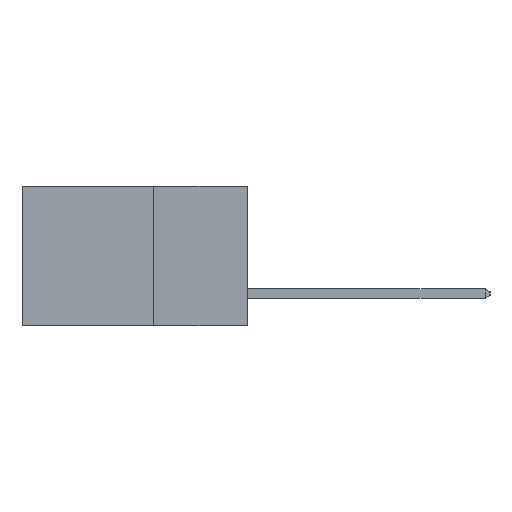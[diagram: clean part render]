
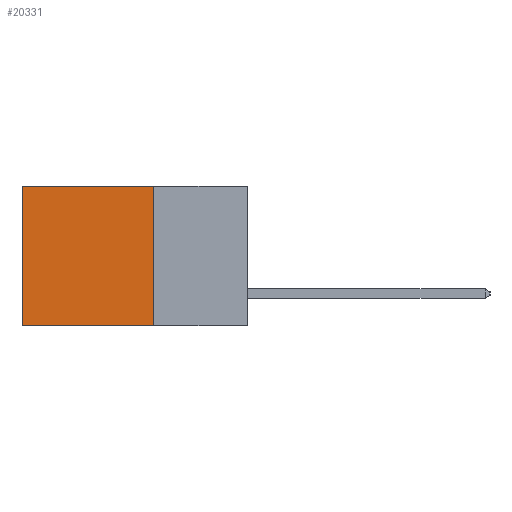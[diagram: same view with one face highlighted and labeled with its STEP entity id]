
A CAD part, left-side view. The second image highlights one B-rep face of the part: STEP entity #20331.
In plain terms, the highlighted planar face has unit normal (-1, 0, 0).
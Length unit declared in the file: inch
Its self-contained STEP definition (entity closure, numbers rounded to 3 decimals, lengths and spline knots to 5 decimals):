
#905 = AXIS2_PLACEMENT_3D ( 'NONE', #6171, #18628, #8012 ) ;
#988 = ORIENTED_EDGE ( 'NONE', *, *, #7088, .T. ) ;
#1719 = FACE_OUTER_BOUND ( 'NONE', #22905, .T. ) ;
#3001 = VECTOR ( 'NONE', #14615, 39.37008 ) ;
#4396 = VERTEX_POINT ( 'NONE', #7330 ) ;
#4727 = DIRECTION ( 'NONE',  ( 0., 0., -1. ) ) ;
#5990 = ORIENTED_EDGE ( 'NONE', *, *, #12635, .T. ) ;
#6171 = CARTESIAN_POINT ( 'NONE',  ( 0.2615, 0.25, -0.37 ) ) ;
#6502 = VECTOR ( 'NONE', #17276, 39.37008 ) ;
#7088 = EDGE_CURVE ( 'NONE', #10567, #22151, #11344, .T. ) ;
#7330 = CARTESIAN_POINT ( 'NONE',  ( 0.2615, 0.6, -0.37 ) ) ;
#8012 = DIRECTION ( 'NONE',  ( 0., 0., -1. ) ) ;
#8443 = LINE ( 'NONE', #14590, #3001 ) ;
#10567 = VERTEX_POINT ( 'NONE', #12858 ) ;
#11344 = LINE ( 'NONE', #13697, #6502 ) ;
#12413 = EDGE_CURVE ( 'NONE', #12548, #4396, #17120, .T. ) ;
#12548 = VERTEX_POINT ( 'NONE', #15640 ) ;
#12635 = EDGE_CURVE ( 'NONE', #22151, #4396, #8443, .T. ) ;
#12858 = CARTESIAN_POINT ( 'NONE',  ( 0.2615, 0.25, 0. ) ) ;
#13261 = CARTESIAN_POINT ( 'NONE',  ( 0.2615, 0.6, 0. ) ) ;
#13429 = LINE ( 'NONE', #15555, #17516 ) ;
#13593 = ORIENTED_EDGE ( 'NONE', *, *, #20453, .F. ) ;
#13697 = CARTESIAN_POINT ( 'NONE',  ( 0.2615, 0.25, 0. ) ) ;
#14590 = CARTESIAN_POINT ( 'NONE',  ( 0.2615, 0.6, -0.37 ) ) ;
#14615 = DIRECTION ( 'NONE',  ( 0., 0., -1. ) ) ;
#15176 = PLANE ( 'NONE',  #905 ) ;
#15555 = CARTESIAN_POINT ( 'NONE',  ( 0.2615, 0.25, -0.37 ) ) ;
#15640 = CARTESIAN_POINT ( 'NONE',  ( 0.2615, 0.25, -0.37 ) ) ;
#16334 = ORIENTED_EDGE ( 'NONE', *, *, #12413, .F. ) ;
#16571 = VECTOR ( 'NONE', #17436, 39.37008 ) ;
#17120 = LINE ( 'NONE', #17334, #16571 ) ;
#17276 = DIRECTION ( 'NONE',  ( 0., 1., 0. ) ) ;
#17334 = CARTESIAN_POINT ( 'NONE',  ( 0.2615, 0.25, -0.37 ) ) ;
#17436 = DIRECTION ( 'NONE',  ( 0., 1., 0. ) ) ;
#17516 = VECTOR ( 'NONE', #4727, 39.37008 ) ;
#18628 = DIRECTION ( 'NONE',  ( 1., 0., 0. ) ) ;
#20331 = ADVANCED_FACE ( 'NONE', ( #1719 ), #15176, .F. ) ;
#20453 = EDGE_CURVE ( 'NONE', #10567, #12548, #13429, .T. ) ;
#22151 = VERTEX_POINT ( 'NONE', #13261 ) ;
#22905 = EDGE_LOOP ( 'NONE', ( #5990, #16334, #13593, #988 ) ) ;
